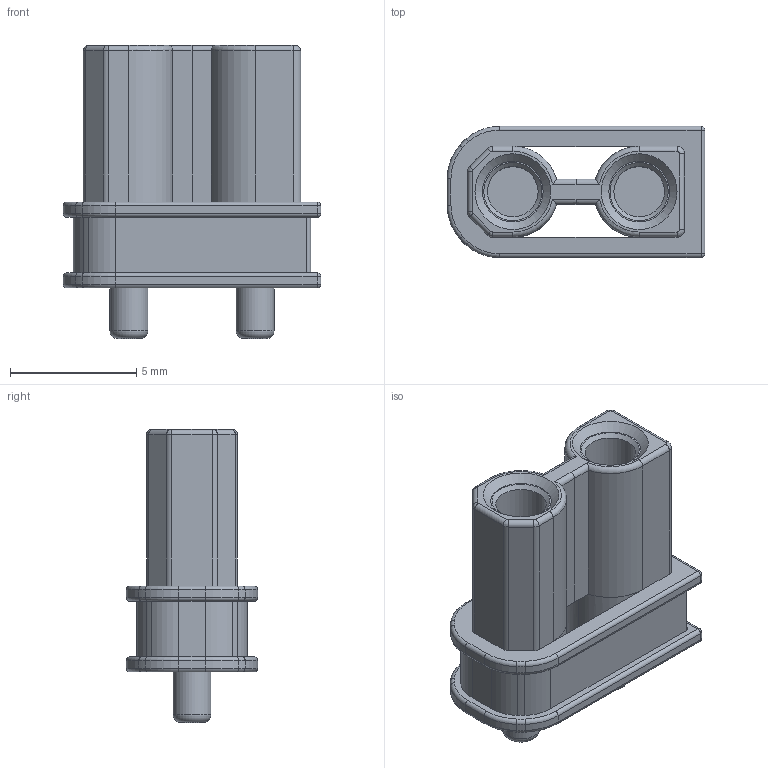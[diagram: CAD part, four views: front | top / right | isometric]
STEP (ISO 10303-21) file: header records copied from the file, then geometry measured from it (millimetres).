
FILE_DESCRIPTION(('FreeCAD Model'),'2;1');
FILE_NAME('XT30UPB-F.step','2016-10-20T10:53:50',('Author'),(''), 'Open CASCADE STEP processor 6.8','FreeCAD','Unknown');
FILE_SCHEMA(('AUTOMOTIVE_DESIGN_CC2 { 1 2 10303 214 -1 1 5 4 }'));
Length unit declared in the file: millimetre
Products named in the file (2): ASSEMBLY; XT30UPB-F
Assembly tree (1 placements, depth 2):
  ASSEMBLY
    XT30UPB-F
Bounding box: 10.2 x 5.2 x 11.6 mm (x, y, z)
Volume: 222.6 mm3; surface area: 823.5 mm2
Topology: 3 solids, 3 shells, 167 faces, 386 edges, 221 vertices
Faces by surface type: cylinder 74, plane 45, torus 30, sphere 8, revolution 6, cone 4
Full cylindrical faces by diameter (mm): 1.5 x2, 2 x2, 2.4 x4
Entity records: 12926 total; most frequent: CARTESIAN_POINT 4220, DIRECTION 1428, ORIENTED_EDGE 756, PCURVE 756, DEFINITIONAL_REPRESENTATION 756, LINE 654, VECTOR 654, EDGE_CURVE 378
